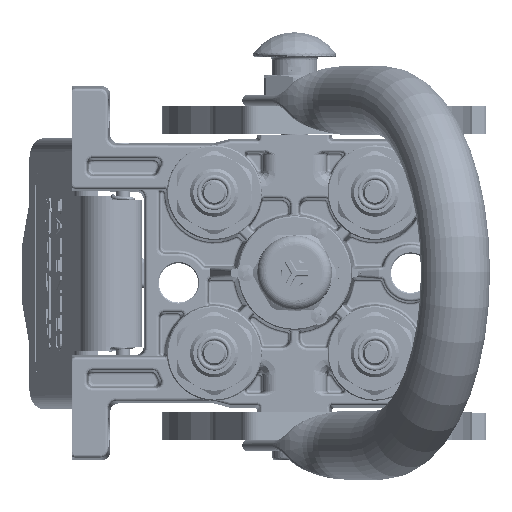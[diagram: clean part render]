
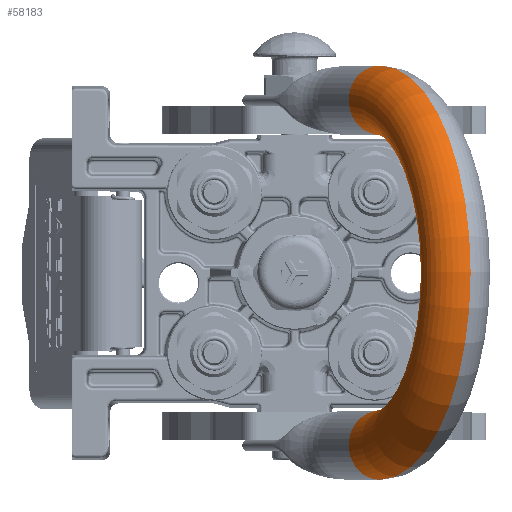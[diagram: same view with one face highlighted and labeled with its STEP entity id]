
A CAD part, top view. The second image highlights one B-rep face of the part: STEP entity #58183.
In plain terms, the highlighted toroidal (fillet/blend) face has major radius 62.25 mm and minor radius 12.5 mm.
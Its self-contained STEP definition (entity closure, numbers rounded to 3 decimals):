
#9480 = AXIS2_PLACEMENT_3D ( 'NONE', #127297, #159871, #110156 ) ;
#19040 = DIRECTION ( 'NONE',  ( 0., 1., 0. ) ) ;
#20797 = EDGE_CURVE ( 'NONE', #72650, #187523, #127908, .T. ) ;
#21277 = EDGE_CURVE ( 'NONE', #58028, #187523, #193834, .T. ) ;
#30932 = AXIS2_PLACEMENT_3D ( 'NONE', #192373, #178248, #158951 ) ;
#42608 = CARTESIAN_POINT ( 'NONE',  ( -74.75, 0., 25.25 ) ) ;
#47795 = ORIENTED_EDGE ( 'NONE', *, *, #81450, .T. ) ;
#58028 = VERTEX_POINT ( 'NONE', #174586 ) ;
#58183 = ADVANCED_FACE ( 'NONE', ( #161162 ), #118643, .T. ) ;
#72650 = VERTEX_POINT ( 'NONE', #202565 ) ;
#78366 = DIRECTION ( 'NONE',  ( -1., 0., 0. ) ) ;
#78853 = DIRECTION ( 'NONE',  ( -1., 0., 0. ) ) ;
#81450 = EDGE_CURVE ( 'NONE', #197600, #72650, #210417, .T. ) ;
#84301 = EDGE_LOOP ( 'NONE', ( #126589, #183054, #153296, #47795 ) ) ;
#96914 = DIRECTION ( 'NONE',  ( 0., 1., 0. ) ) ;
#103341 = DIRECTION ( 'NONE',  ( 0., 0., 1. ) ) ;
#109084 = AXIS2_PLACEMENT_3D ( 'NONE', #220456, #19040, #170743 ) ;
#110156 = DIRECTION ( 'NONE',  ( 1., 0., 0. ) ) ;
#116725 = AXIS2_PLACEMENT_3D ( 'NONE', #205119, #103341, #78853 ) ;
#118643 = TOROIDAL_SURFACE ( 'NONE', #30932, 62.25, 12.5 ) ;
#126589 = ORIENTED_EDGE ( 'NONE', *, *, #20797, .T. ) ;
#127297 = CARTESIAN_POINT ( 'NONE',  ( 62.25, 0., 25.25 ) ) ;
#127908 = CIRCLE ( 'NONE', #196022, 49.75 ) ;
#129720 = EDGE_CURVE ( 'NONE', #197600, #58028, #177620, .T. ) ;
#153296 = ORIENTED_EDGE ( 'NONE', *, *, #129720, .F. ) ;
#158951 = DIRECTION ( 'NONE',  ( 1., 0., 0. ) ) ;
#159871 = DIRECTION ( 'NONE',  ( 0., 0., -1. ) ) ;
#161162 = FACE_OUTER_BOUND ( 'NONE', #84301, .T. ) ;
#170743 = DIRECTION ( 'NONE',  ( -1., 0., 0. ) ) ;
#174586 = CARTESIAN_POINT ( 'NONE',  ( 74.75, 0., 25.25 ) ) ;
#177620 = CIRCLE ( 'NONE', #109084, 74.75 ) ;
#178248 = DIRECTION ( 'NONE',  ( 0., 1., 0. ) ) ;
#180183 = CARTESIAN_POINT ( 'NONE',  ( 0., 0., 25.25 ) ) ;
#183054 = ORIENTED_EDGE ( 'NONE', *, *, #21277, .F. ) ;
#187523 = VERTEX_POINT ( 'NONE', #207209 ) ;
#192373 = CARTESIAN_POINT ( 'NONE',  ( 0., 0., 25.25 ) ) ;
#193834 = CIRCLE ( 'NONE', #9480, 12.5 ) ;
#196022 = AXIS2_PLACEMENT_3D ( 'NONE', #180183, #96914, #78366 ) ;
#197600 = VERTEX_POINT ( 'NONE', #42608 ) ;
#202565 = CARTESIAN_POINT ( 'NONE',  ( -49.75, 0., 25.25 ) ) ;
#205119 = CARTESIAN_POINT ( 'NONE',  ( -62.25, 0., 25.25 ) ) ;
#207209 = CARTESIAN_POINT ( 'NONE',  ( 49.75, 0., 25.25 ) ) ;
#210417 = CIRCLE ( 'NONE', #116725, 12.5 ) ;
#220456 = CARTESIAN_POINT ( 'NONE',  ( 0., 0., 25.25 ) ) ;
